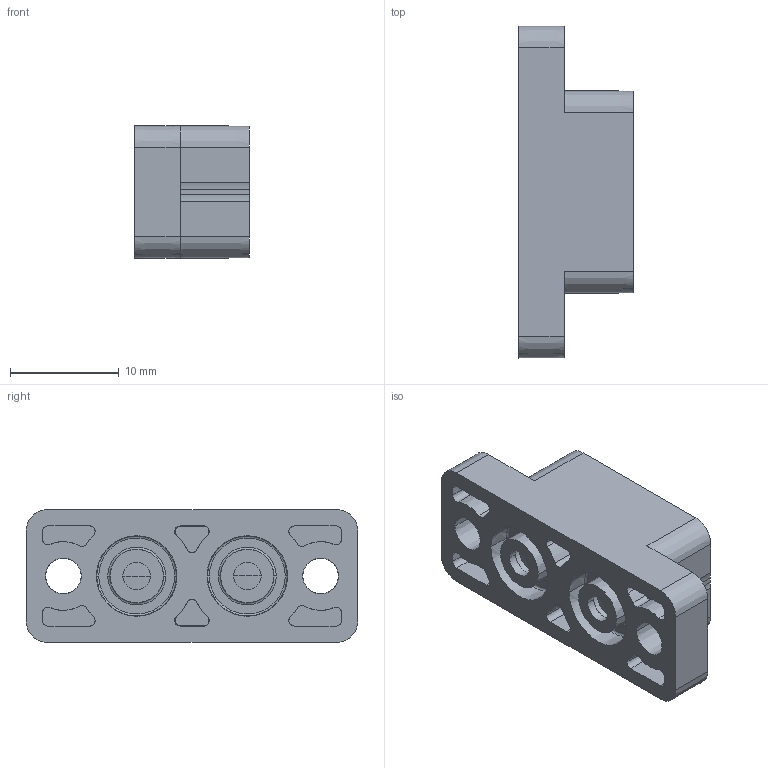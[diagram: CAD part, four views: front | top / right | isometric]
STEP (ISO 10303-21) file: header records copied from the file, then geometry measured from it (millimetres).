
FILE_DESCRIPTION (( 'STEP AP203' ), '1' );
FILE_NAME ('BlockR5.STEP', '2019-10-23T16:45:23', ( 'USER' ), ( '' ), 'SwSTEP 2.0', 'SolidWorks 2019', '' );
FILE_SCHEMA (( 'CONFIG_CONTROL_DESIGN' ));
Length unit declared in the file: inch
Products named in the file (1): BlockR5
Bounding box: 10.54 x 30.48 x 12.2 mm (x, y, z)
Surface area: 1996.1 mm2 (no closed solid volume)
Topology: 0 solids, 6 shells, 151 faces, 408 edges, 270 vertices
Faces by surface type: cone 74, plane 53, cylinder 12, torus 8, sphere 4
Entity records: 4908 total; most frequent: DIRECTION 900, CARTESIAN_POINT 878, ORIENTED_EDGE 770, EDGE_CURVE 408, AXIS2_PLACEMENT_3D 352, VERTEX_POINT 270, CIRCLE 200, LINE 196
